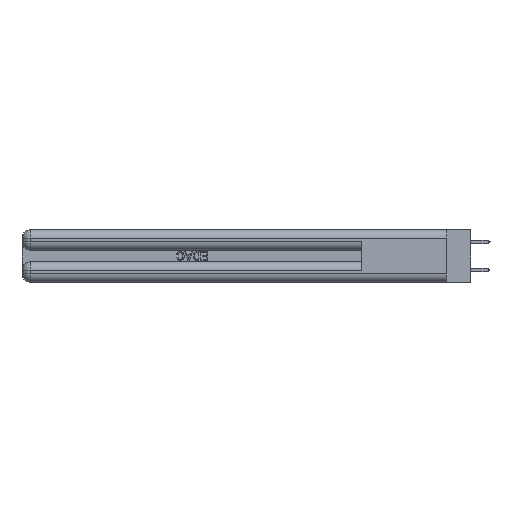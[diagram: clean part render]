
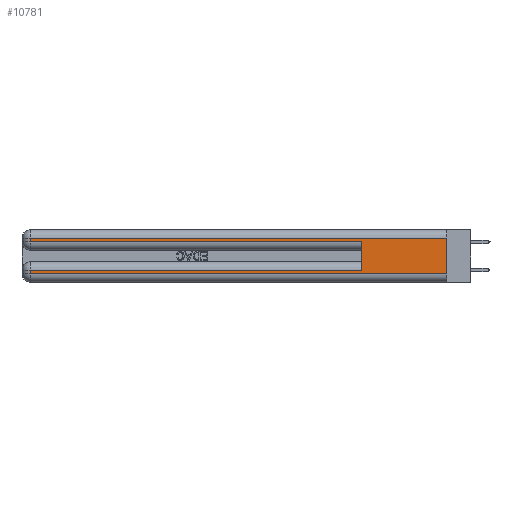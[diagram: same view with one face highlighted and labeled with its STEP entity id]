
A CAD part, left-side view. The second image highlights one B-rep face of the part: STEP entity #10781.
In plain terms, the highlighted planar face has unit normal (-1, 0, 0).
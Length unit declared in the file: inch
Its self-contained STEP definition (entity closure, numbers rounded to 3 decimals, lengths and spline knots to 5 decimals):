
#689 = CARTESIAN_POINT ( 'NONE',  ( 0., 0.6, 0.085 ) ) ;
#970 = VERTEX_POINT ( 'NONE', #30575 ) ;
#978 = CARTESIAN_POINT ( 'NONE',  ( 0., 0., 0.06 ) ) ;
#1147 = CARTESIAN_POINT ( 'NONE',  ( 0., 0., 0.285 ) ) ;
#1663 = VECTOR ( 'NONE', #41076, 39.37008 ) ;
#1971 = VERTEX_POINT ( 'NONE', #978 ) ;
#2510 = VECTOR ( 'NONE', #22436, 39.37008 ) ;
#2796 = FACE_OUTER_BOUND ( 'NONE', #20374, .T. ) ;
#3006 = DIRECTION ( 'NONE',  ( 1., 0., 0. ) ) ;
#3120 = EDGE_CURVE ( 'NONE', #26778, #1971, #21139, .T. ) ;
#3726 = CARTESIAN_POINT ( 'NONE',  ( 0., 0.6, 0.285 ) ) ;
#4179 = CARTESIAN_POINT ( 'NONE',  ( 0., 0.6, 0.145 ) ) ;
#4210 = EDGE_CURVE ( 'NONE', #4571, #33728, #27289, .T. ) ;
#4571 = VERTEX_POINT ( 'NONE', #33210 ) ;
#6145 = CARTESIAN_POINT ( 'NONE',  ( 0., 2.94, 0.285 ) ) ;
#6750 = VERTEX_POINT ( 'NONE', #689 ) ;
#7786 = DIRECTION ( 'NONE',  ( 0., 0., 1. ) ) ;
#9058 = EDGE_CURVE ( 'NONE', #18410, #1971, #32496, .T. ) ;
#9600 = LINE ( 'NONE', #41957, #43485 ) ;
#10781 = ADVANCED_FACE ( 'NONE', ( #2796 ), #17144, .F. ) ;
#10812 = CARTESIAN_POINT ( 'NONE',  ( 0., 0., 0.31 ) ) ;
#12017 = DIRECTION ( 'NONE',  ( 0., 0., -1. ) ) ;
#13375 = DIRECTION ( 'NONE',  ( 0., 1., 0. ) ) ;
#15245 = CARTESIAN_POINT ( 'NONE',  ( 0., 2.94, 0.06 ) ) ;
#16486 = EDGE_CURVE ( 'NONE', #33728, #22488, #19123, .T. ) ;
#16571 = ORIENTED_EDGE ( 'NONE', *, *, #4210, .T. ) ;
#17144 = PLANE ( 'NONE',  #30978 ) ;
#18410 = VERTEX_POINT ( 'NONE', #15245 ) ;
#18779 = CARTESIAN_POINT ( 'NONE',  ( 0., 0., 0.06 ) ) ;
#19123 = LINE ( 'NONE', #1147, #1663 ) ;
#20374 = EDGE_LOOP ( 'NONE', ( #20703, #24563, #16571, #35999, #41897, #36012, #33082, #36565 ) ) ;
#20703 = ORIENTED_EDGE ( 'NONE', *, *, #3120, .F. ) ;
#21025 = VECTOR ( 'NONE', #39055, 39.37008 ) ;
#21139 = LINE ( 'NONE', #22594, #2510 ) ;
#22321 = CARTESIAN_POINT ( 'NONE',  ( 0., 2.94, 0.37 ) ) ;
#22362 = VECTOR ( 'NONE', #7786, 39.37008 ) ;
#22436 = DIRECTION ( 'NONE',  ( 0., 0., -1. ) ) ;
#22488 = VERTEX_POINT ( 'NONE', #3726 ) ;
#22594 = CARTESIAN_POINT ( 'NONE',  ( 0., 0., 0.37 ) ) ;
#23915 = EDGE_CURVE ( 'NONE', #26778, #4571, #44987, .T. ) ;
#24563 = ORIENTED_EDGE ( 'NONE', *, *, #23915, .T. ) ;
#24935 = CARTESIAN_POINT ( 'NONE',  ( 0., 0., 0.31 ) ) ;
#25169 = LINE ( 'NONE', #4179, #22362 ) ;
#26049 = EDGE_CURVE ( 'NONE', #970, #18410, #44814, .T. ) ;
#26778 = VERTEX_POINT ( 'NONE', #24935 ) ;
#27289 = LINE ( 'NONE', #22321, #28927 ) ;
#28094 = DIRECTION ( 'NONE',  ( 0., 0., -1. ) ) ;
#28927 = VECTOR ( 'NONE', #12017, 39.37008 ) ;
#30575 = CARTESIAN_POINT ( 'NONE',  ( 0., 2.94, 0.085 ) ) ;
#30813 = VECTOR ( 'NONE', #43359, 39.37008 ) ;
#30978 = AXIS2_PLACEMENT_3D ( 'NONE', #42596, #3006, #28094 ) ;
#32496 = LINE ( 'NONE', #18779, #35887 ) ;
#33082 = ORIENTED_EDGE ( 'NONE', *, *, #26049, .T. ) ;
#33210 = CARTESIAN_POINT ( 'NONE',  ( 0., 2.94, 0.31 ) ) ;
#33728 = VERTEX_POINT ( 'NONE', #6145 ) ;
#35738 = CARTESIAN_POINT ( 'NONE',  ( 0., 2.94, 0.37 ) ) ;
#35887 = VECTOR ( 'NONE', #38389, 39.37008 ) ;
#35999 = ORIENTED_EDGE ( 'NONE', *, *, #16486, .T. ) ;
#36012 = ORIENTED_EDGE ( 'NONE', *, *, #46496, .T. ) ;
#36565 = ORIENTED_EDGE ( 'NONE', *, *, #9058, .T. ) ;
#38389 = DIRECTION ( 'NONE',  ( 0., -1., 0. ) ) ;
#39055 = DIRECTION ( 'NONE',  ( 0., 0., -1. ) ) ;
#41076 = DIRECTION ( 'NONE',  ( 0., -1., 0. ) ) ;
#41446 = EDGE_CURVE ( 'NONE', #6750, #22488, #25169, .T. ) ;
#41897 = ORIENTED_EDGE ( 'NONE', *, *, #41446, .F. ) ;
#41957 = CARTESIAN_POINT ( 'NONE',  ( 0., 0., 0.085 ) ) ;
#42596 = CARTESIAN_POINT ( 'NONE',  ( 0., 0., 0.37 ) ) ;
#43359 = DIRECTION ( 'NONE',  ( 0., 1., 0. ) ) ;
#43485 = VECTOR ( 'NONE', #13375, 39.37008 ) ;
#44814 = LINE ( 'NONE', #35738, #21025 ) ;
#44987 = LINE ( 'NONE', #10812, #30813 ) ;
#46496 = EDGE_CURVE ( 'NONE', #6750, #970, #9600, .T. ) ;
